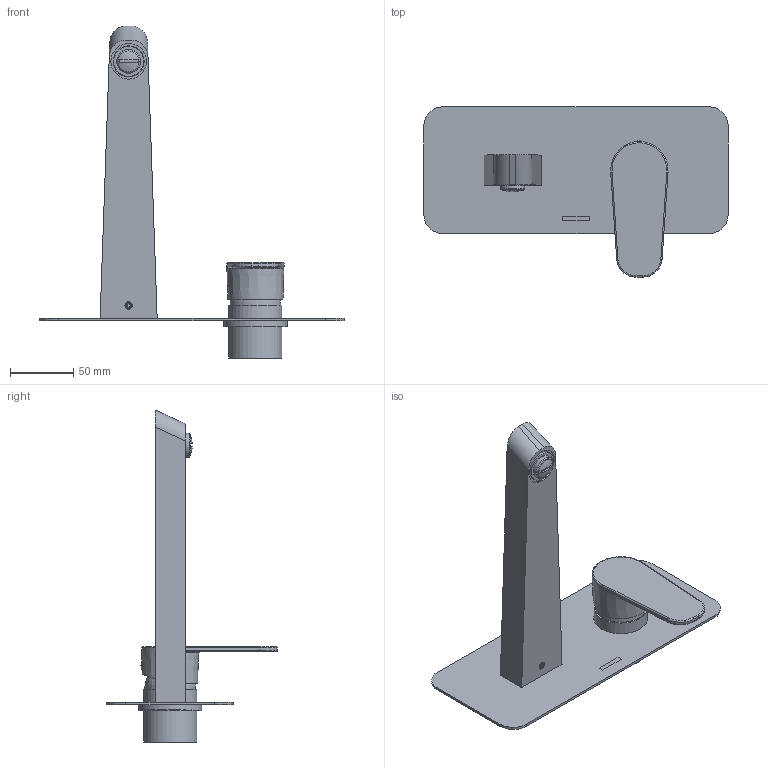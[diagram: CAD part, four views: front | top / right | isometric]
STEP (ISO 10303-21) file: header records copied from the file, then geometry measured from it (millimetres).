
FILE_DESCRIPTION (( 'STEP AP203' ), '1' );
FILE_NAME ('36AP00588.STEP', '2020-09-04T07:59:24', ( '' ), ( '' ), 'SwSTEP 2.0', 'SolidWorks 2018', '' );
FILE_SCHEMA (( 'CONFIG_CONTROL_DESIGN' ));
Length unit declared in the file: millimetre
Products named in the file (1): 36AP00588
Bounding box: 240 x 134.44 x 261.92 mm (x, y, z)
Volume: 170249.7 mm3; surface area: 135455.3 mm2
Topology: 10 solids, 10 shells, 193 faces, 454 edges, 296 vertices
Faces by surface type: plane 79, cylinder 72, cone 22, torus 9, bspline 8, sphere 3
Full cylindrical faces by diameter (mm): 3.3 x1, 4.2 x6, 4.9 x1, 5 x1, 6.8 x1, 9.5 x1, 10 x1, 16 x2, 16.4 x1, 16.5 x2, 17.5 x1, 18.75 x1, 19 x1, 22.5 x1, 23 x4, 23.8 x1, 24.5 x1, 28 x1, 31 x1, 35.8 x2, 36.5 x1, 37 x1, 39 x2, 42 x1, 42.5 x1, 43.2 x1, 48.5 x1, 50 x1
Entity records: 8799 total; most frequent: CARTESIAN_POINT 4902, DIRECTION 783, ORIENTED_EDGE 704, EDGE_CURVE 352, AXIS2_PLACEMENT_3D 320, EDGE_LOOP 269, VERTEX_POINT 257, FACE_OUTER_BOUND 221
